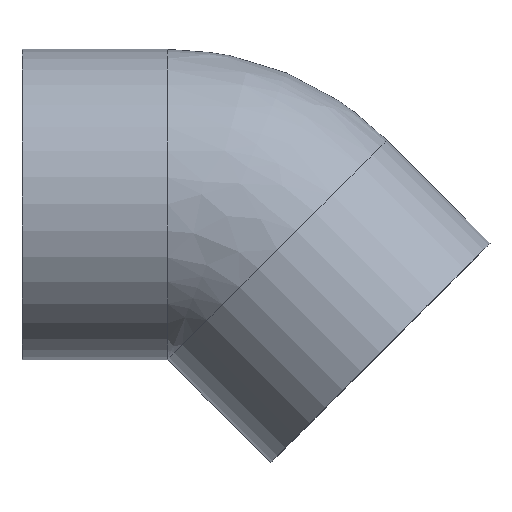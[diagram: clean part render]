
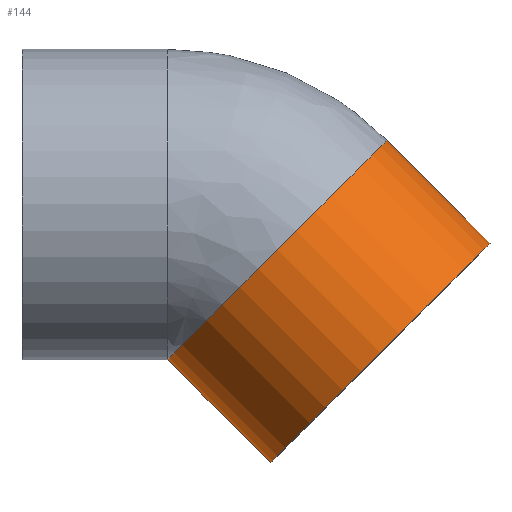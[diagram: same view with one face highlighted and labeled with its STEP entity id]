
A CAD part, top view. The second image highlights one B-rep face of the part: STEP entity #144.
In plain terms, the highlighted cylindrical face has radius 65 mm (diameter 130 mm), a full revolution.
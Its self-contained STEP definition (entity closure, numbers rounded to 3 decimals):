
#25=FACE_BOUND('',#52,.T.);
#33=CYLINDRICAL_SURFACE('',#166,65.);
#38=FACE_OUTER_BOUND('',#51,.T.);
#51=EDGE_LOOP('',(#125));
#52=EDGE_LOOP('',(#126));
#73=CIRCLE('',#167,65.);
#74=CIRCLE('',#168,65.);
#87=VERTEX_POINT('',#481);
#88=VERTEX_POINT('',#483);
#102=EDGE_CURVE('',#87,#87,#73,.T.);
#103=EDGE_CURVE('',#88,#88,#74,.T.);
#125=ORIENTED_EDGE('',*,*,#102,.T.);
#126=ORIENTED_EDGE('',*,*,#103,.T.);
#144=ADVANCED_FACE('',(#38,#25),#33,.T.);
#166=AXIS2_PLACEMENT_3D('',#480,#205,#206);
#167=AXIS2_PLACEMENT_3D('',#482,#207,#208);
#168=AXIS2_PLACEMENT_3D('',#484,#209,#210);
#205=DIRECTION('center_axis',(-0.707,0.707,0.));
#206=DIRECTION('ref_axis',(-0.707,-0.707,0.));
#207=DIRECTION('center_axis',(-0.707,0.707,0.));
#208=DIRECTION('ref_axis',(-0.707,-0.707,0.));
#209=DIRECTION('center_axis',(0.707,-0.707,0.));
#210=DIRECTION('ref_axis',(-0.707,-0.707,0.));
#480=CARTESIAN_POINT('Origin',(150.099,-62.173,0.));
#481=CARTESIAN_POINT('',(196.061,-16.211,0.));
#482=CARTESIAN_POINT('Origin',(150.099,-62.173,0.));
#483=CARTESIAN_POINT('',(152.927,26.922,0.));
#484=CARTESIAN_POINT('Origin',(106.965,-19.04,0.));
